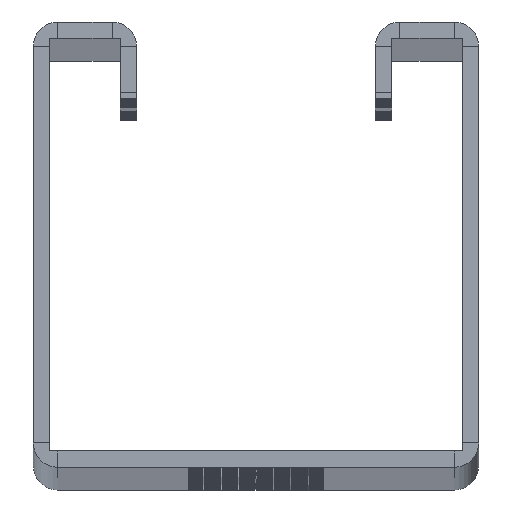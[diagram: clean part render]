
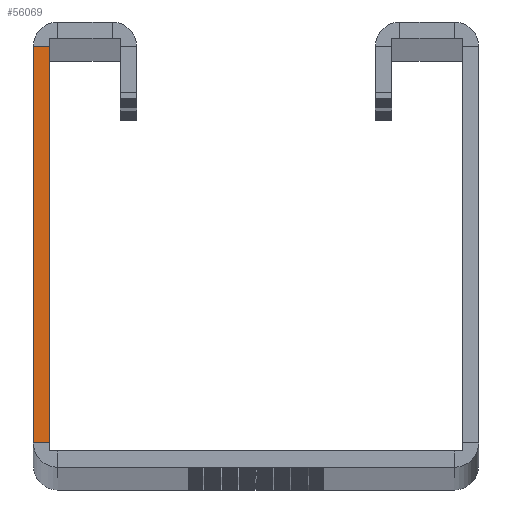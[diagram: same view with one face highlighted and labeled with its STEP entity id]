
A CAD part, top view. The second image highlights one B-rep face of the part: STEP entity #56069.
In plain terms, the highlighted planar face has unit normal (0, 0, 1).
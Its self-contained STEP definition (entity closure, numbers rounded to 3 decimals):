
#778 = VECTOR ( 'NONE', #43768, 1000. ) ;
#3003 = VERTEX_POINT ( 'NONE', #16706 ) ;
#4279 = VECTOR ( 'NONE', #25968, 1000. ) ;
#4765 = CARTESIAN_POINT ( 'NONE',  ( -20.5, 2.25, 0. ) ) ;
#5507 = LINE ( 'NONE', #4765, #38779 ) ;
#6421 = EDGE_CURVE ( 'NONE', #17718, #3003, #41304, .T. ) ;
#6925 = ORIENTED_EDGE ( 'NONE', *, *, #43007, .T. ) ;
#7844 = FACE_OUTER_BOUND ( 'NONE', #32615, .T. ) ;
#11262 = PLANE ( 'NONE',  #32491 ) ;
#14169 = CARTESIAN_POINT ( 'NONE',  ( -19., 38.75, 0. ) ) ;
#14214 = VECTOR ( 'NONE', #29335, 1000. ) ;
#15583 = CARTESIAN_POINT ( 'NONE',  ( -18.25, 1.5, 0. ) ) ;
#16706 = CARTESIAN_POINT ( 'NONE',  ( -20.5, 38.75, 0. ) ) ;
#17718 = VERTEX_POINT ( 'NONE', #54046 ) ;
#19002 = LINE ( 'NONE', #55413, #4279 ) ;
#19228 = ORIENTED_EDGE ( 'NONE', *, *, #6421, .F. ) ;
#25235 = ORIENTED_EDGE ( 'NONE', *, *, #28403, .T. ) ;
#25968 = DIRECTION ( 'NONE',  ( 0., 1., 0. ) ) ;
#28403 = EDGE_CURVE ( 'NONE', #17718, #58095, #5507, .T. ) ;
#29109 = CARTESIAN_POINT ( 'NONE',  ( -19., 38.75, 0. ) ) ;
#29335 = DIRECTION ( 'NONE',  ( 0., 1., 0. ) ) ;
#29554 = VERTEX_POINT ( 'NONE', #29109 ) ;
#31720 = EDGE_CURVE ( 'NONE', #29554, #3003, #48747, .T. ) ;
#32491 = AXIS2_PLACEMENT_3D ( 'NONE', #15583, #54785, #40440 ) ;
#32615 = EDGE_LOOP ( 'NONE', ( #19228, #25235, #6925, #57234 ) ) ;
#34410 = DIRECTION ( 'NONE',  ( 1., 0., 0. ) ) ;
#38779 = VECTOR ( 'NONE', #34410, 1000. ) ;
#40440 = DIRECTION ( 'NONE',  ( 1., 0., 0. ) ) ;
#41304 = LINE ( 'NONE', #58997, #14214 ) ;
#43007 = EDGE_CURVE ( 'NONE', #58095, #29554, #19002, .T. ) ;
#43768 = DIRECTION ( 'NONE',  ( -1., 0., 0. ) ) ;
#47125 = CARTESIAN_POINT ( 'NONE',  ( -19., 2.25, 0. ) ) ;
#48747 = LINE ( 'NONE', #14169, #778 ) ;
#54046 = CARTESIAN_POINT ( 'NONE',  ( -20.5, 2.25, 0. ) ) ;
#54785 = DIRECTION ( 'NONE',  ( 0., 0., 1. ) ) ;
#55413 = CARTESIAN_POINT ( 'NONE',  ( -19., 0., 0. ) ) ;
#56069 = ADVANCED_FACE ( 'NONE', ( #7844 ), #11262, .T. ) ;
#57234 = ORIENTED_EDGE ( 'NONE', *, *, #31720, .T. ) ;
#58095 = VERTEX_POINT ( 'NONE', #47125 ) ;
#58997 = CARTESIAN_POINT ( 'NONE',  ( -20.5, 0., 0. ) ) ;
